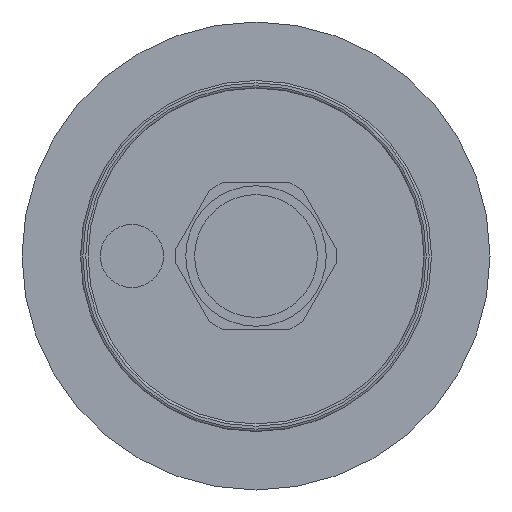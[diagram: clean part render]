
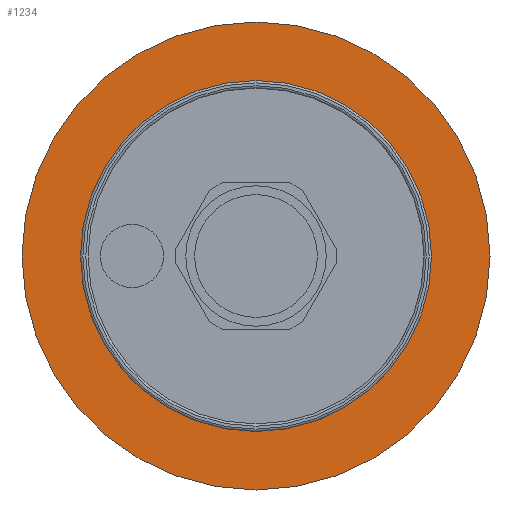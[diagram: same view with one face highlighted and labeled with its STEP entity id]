
A CAD part, front view. The second image highlights one B-rep face of the part: STEP entity #1234.
In plain terms, the highlighted planar face has unit normal (0, -1, 0).
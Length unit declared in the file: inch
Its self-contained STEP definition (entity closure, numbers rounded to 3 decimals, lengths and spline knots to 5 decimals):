
#19=FACE_BOUND('',#153,.T.);
#40=PLANE('',#1357);
#82=FACE_OUTER_BOUND('',#152,.T.);
#152=EDGE_LOOP('',(#814,#815));
#153=EDGE_LOOP('',(#816,#817));
#373=CIRCLE('',#1340,2.);
#374=CIRCLE('',#1341,2.);
#386=CIRCLE('',#1358,1.5);
#387=CIRCLE('',#1359,1.5);
#481=VERTEX_POINT('',#1959);
#482=VERTEX_POINT('',#1961);
#491=VERTEX_POINT('',#1988);
#492=VERTEX_POINT('',#1989);
#606=EDGE_CURVE('',#481,#482,#373,.T.);
#607=EDGE_CURVE('',#482,#481,#374,.T.);
#619=EDGE_CURVE('',#491,#492,#386,.T.);
#620=EDGE_CURVE('',#492,#491,#387,.T.);
#814=ORIENTED_EDGE('',*,*,#607,.F.);
#815=ORIENTED_EDGE('',*,*,#606,.F.);
#816=ORIENTED_EDGE('',*,*,#619,.F.);
#817=ORIENTED_EDGE('',*,*,#620,.F.);
#1234=ADVANCED_FACE('',(#82,#19),#40,.T.);
#1340=AXIS2_PLACEMENT_3D('',#1962,#1534,#1535);
#1341=AXIS2_PLACEMENT_3D('',#1963,#1536,#1537);
#1357=AXIS2_PLACEMENT_3D('',#1987,#1568,#1569);
#1358=AXIS2_PLACEMENT_3D('',#1990,#1570,#1571);
#1359=AXIS2_PLACEMENT_3D('',#1991,#1572,#1573);
#1534=DIRECTION('center_axis',(0.,1.,0.));
#1535=DIRECTION('ref_axis',(1.,0.,0.));
#1536=DIRECTION('center_axis',(0.,1.,0.));
#1537=DIRECTION('ref_axis',(1.,0.,0.));
#1568=DIRECTION('center_axis',(0.,-1.,0.));
#1569=DIRECTION('ref_axis',(0.,0.,-1.));
#1570=DIRECTION('center_axis',(0.,-1.,0.));
#1571=DIRECTION('ref_axis',(-1.,0.,0.));
#1572=DIRECTION('center_axis',(0.,-1.,0.));
#1573=DIRECTION('ref_axis',(-1.,0.,0.));
#1959=CARTESIAN_POINT('',(2.,-0.564,0.));
#1961=CARTESIAN_POINT('',(-2.,-0.564,0.));
#1962=CARTESIAN_POINT('Origin',(0.,-0.564,
0.));
#1963=CARTESIAN_POINT('Origin',(0.,-0.564,
0.));
#1987=CARTESIAN_POINT('Origin',(-2.,-0.564,0.));
#1988=CARTESIAN_POINT('',(-1.5,-0.564,0.));
#1989=CARTESIAN_POINT('',(1.5,-0.564,0.));
#1990=CARTESIAN_POINT('Origin',(0.,-0.564,0.));
#1991=CARTESIAN_POINT('Origin',(0.,-0.564,0.));
